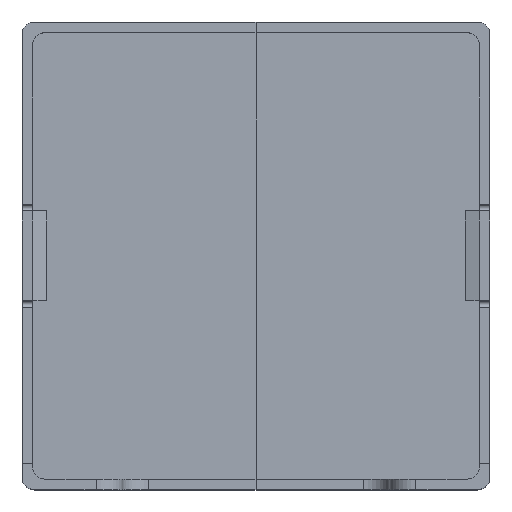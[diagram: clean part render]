
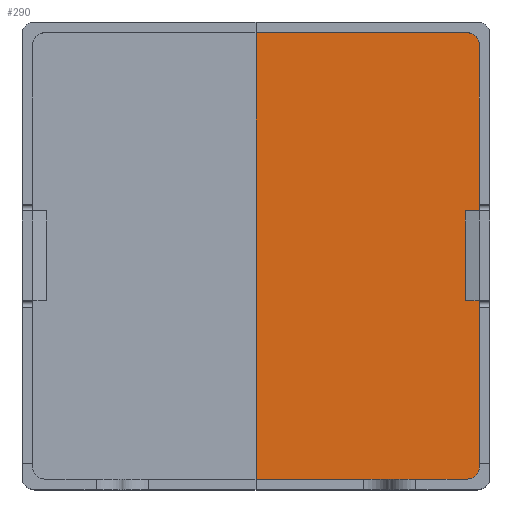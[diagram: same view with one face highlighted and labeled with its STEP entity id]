
A CAD part, top view. The second image highlights one B-rep face of the part: STEP entity #290.
In plain terms, the highlighted planar face has unit normal (0, 0, 1).
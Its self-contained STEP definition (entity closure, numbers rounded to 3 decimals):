
#116 = EDGE_CURVE('',#117,#119,#121,.T.);
#117 = VERTEX_POINT('',#118);
#118 = CARTESIAN_POINT('',(42.25,39.95,0.));
#119 = VERTEX_POINT('',#120);
#120 = CARTESIAN_POINT('',(42.25,-39.95,0.));
#121 = LINE('',#122,#123);
#122 = CARTESIAN_POINT('',(42.25,42.25,0.));
#123 = VECTOR('',#124,1.);
#124 = DIRECTION('',(0.,-1.,0.));
#290 = ADVANCED_FACE('',(#291),#334,.T.);
#291 = FACE_BOUND('',#292,.T.);
#292 = EDGE_LOOP('',(#293,#303,#311,#319,#326,#327));
#293 = ORIENTED_EDGE('',*,*,#294,.F.);
#294 = EDGE_CURVE('',#295,#297,#299,.T.);
#295 = VERTEX_POINT('',#296);
#296 = CARTESIAN_POINT('',(0.,42.25,0.));
#297 = VERTEX_POINT('',#298);
#298 = CARTESIAN_POINT('',(39.95,42.25,0.));
#299 = LINE('',#300,#301);
#300 = CARTESIAN_POINT('',(0.,42.25,0.));
#301 = VECTOR('',#302,1.);
#302 = DIRECTION('',(1.,0.,0.));
#303 = ORIENTED_EDGE('',*,*,#304,.F.);
#304 = EDGE_CURVE('',#305,#295,#307,.T.);
#305 = VERTEX_POINT('',#306);
#306 = CARTESIAN_POINT('',(0.,-42.25,0.));
#307 = LINE('',#308,#309);
#308 = CARTESIAN_POINT('',(0.,-42.25,0.));
#309 = VECTOR('',#310,1.);
#310 = DIRECTION('',(0.,1.,0.));
#311 = ORIENTED_EDGE('',*,*,#312,.F.);
#312 = EDGE_CURVE('',#313,#305,#315,.T.);
#313 = VERTEX_POINT('',#314);
#314 = CARTESIAN_POINT('',(39.95,-42.25,0.));
#315 = LINE('',#316,#317);
#316 = CARTESIAN_POINT('',(42.25,-42.25,0.));
#317 = VECTOR('',#318,1.);
#318 = DIRECTION('',(-1.,0.,0.));
#319 = ORIENTED_EDGE('',*,*,#320,.F.);
#320 = EDGE_CURVE('',#119,#313,#321,.T.);
#321 = CIRCLE('',#322,2.3);
#322 = AXIS2_PLACEMENT_3D('',#323,#324,#325);
#323 = CARTESIAN_POINT('',(39.95,-39.95,0.));
#324 = DIRECTION('',(-0.,-0.,-1.));
#325 = DIRECTION('',(0.,-1.,0.));
#326 = ORIENTED_EDGE('',*,*,#116,.F.);
#327 = ORIENTED_EDGE('',*,*,#328,.F.);
#328 = EDGE_CURVE('',#297,#117,#329,.T.);
#329 = CIRCLE('',#330,2.3);
#330 = AXIS2_PLACEMENT_3D('',#331,#332,#333);
#331 = CARTESIAN_POINT('',(39.95,39.95,0.));
#332 = DIRECTION('',(-0.,-0.,-1.));
#333 = DIRECTION('',(0.,-1.,0.));
#334 = PLANE('',#335);
#335 = AXIS2_PLACEMENT_3D('',#336,#337,#338);
#336 = CARTESIAN_POINT('',(21.125,0.,0.));
#337 = DIRECTION('',(0.,0.,1.));
#338 = DIRECTION('',(1.,0.,0.));
